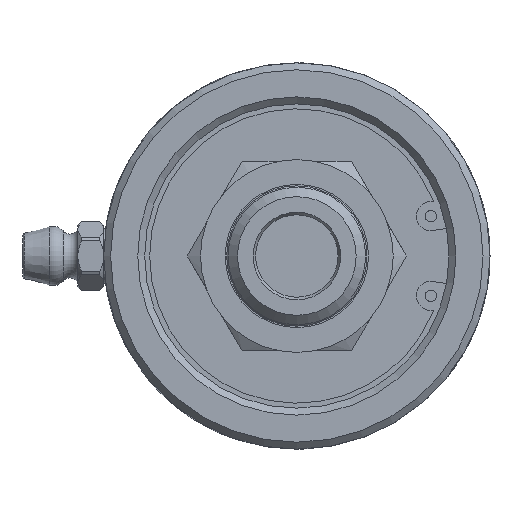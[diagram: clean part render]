
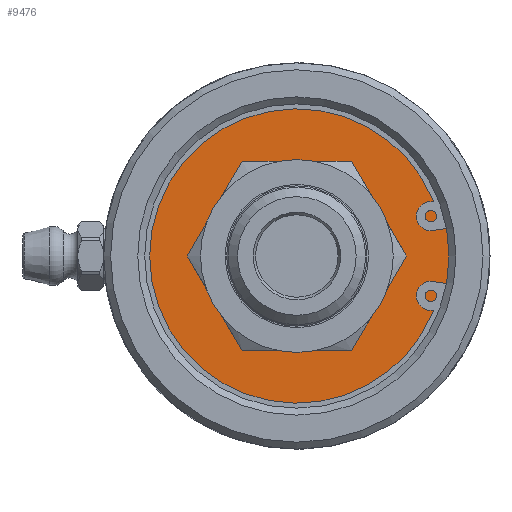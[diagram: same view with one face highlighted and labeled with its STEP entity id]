
A CAD part, left-side view. The second image highlights one B-rep face of the part: STEP entity #9476.
In plain terms, the highlighted planar face has unit normal (-1, 0, 0).
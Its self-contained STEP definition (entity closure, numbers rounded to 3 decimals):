
#192=FACE_BOUND('',#2656,.T.);
#1487=CIRCLE('',#10052,8.5);
#1488=CIRCLE('',#10053,8.5);
#1489=CIRCLE('',#10055,18.735);
#1490=CIRCLE('',#10056,18.735);
#2066=FACE_OUTER_BOUND('',#2655,.T.);
#2655=EDGE_LOOP('',(#7998,#7999));
#2656=EDGE_LOOP('',(#8000,#8001));
#4404=VERTEX_POINT('',#25207);
#4405=VERTEX_POINT('',#25209);
#4406=VERTEX_POINT('',#25213);
#4407=VERTEX_POINT('',#25214);
#5655=EDGE_CURVE('',#4404,#4405,#1487,.T.);
#5656=EDGE_CURVE('',#4405,#4404,#1488,.T.);
#5657=EDGE_CURVE('',#4406,#4407,#1489,.T.);
#5658=EDGE_CURVE('',#4407,#4406,#1490,.T.);
#7998=ORIENTED_EDGE('',*,*,#5657,.T.);
#7999=ORIENTED_EDGE('',*,*,#5658,.T.);
#8000=ORIENTED_EDGE('',*,*,#5656,.F.);
#8001=ORIENTED_EDGE('',*,*,#5655,.F.);
#9076=PLANE('',#10054);
#9476=ADVANCED_FACE('',(#2066,#192),#9076,.F.);
#10052=AXIS2_PLACEMENT_3D('',#25210,#11489,#11490);
#10053=AXIS2_PLACEMENT_3D('',#25211,#11491,#11492);
#10054=AXIS2_PLACEMENT_3D('',#25212,#11493,#11494);
#10055=AXIS2_PLACEMENT_3D('',#25215,#11495,#11496);
#10056=AXIS2_PLACEMENT_3D('',#25216,#11497,#11498);
#11489=DIRECTION('center_axis',(-1.,0.,0.));
#11490=DIRECTION('ref_axis',(0.,1.,0.));
#11491=DIRECTION('center_axis',(-1.,0.,0.));
#11492=DIRECTION('ref_axis',(0.,1.,0.));
#11493=DIRECTION('center_axis',(1.,0.,0.));
#11494=DIRECTION('ref_axis',(0.,0.,-1.));
#11495=DIRECTION('center_axis',(-1.,0.,0.));
#11496=DIRECTION('ref_axis',(0.,1.,0.));
#11497=DIRECTION('center_axis',(-1.,0.,0.));
#11498=DIRECTION('ref_axis',(0.,1.,0.));
#25207=CARTESIAN_POINT('',(4.76,-8.5,0.));
#25209=CARTESIAN_POINT('',(4.76,8.5,0.));
#25210=CARTESIAN_POINT('Origin',(4.76,0.,0.));
#25211=CARTESIAN_POINT('Origin',(4.76,0.,0.));
#25212=CARTESIAN_POINT('Origin',(4.76,13.618,0.));
#25213=CARTESIAN_POINT('',(4.76,18.735,0.));
#25214=CARTESIAN_POINT('',(4.76,-18.735,0.));
#25215=CARTESIAN_POINT('Origin',(4.76,0.,0.));
#25216=CARTESIAN_POINT('Origin',(4.76,0.,0.));
